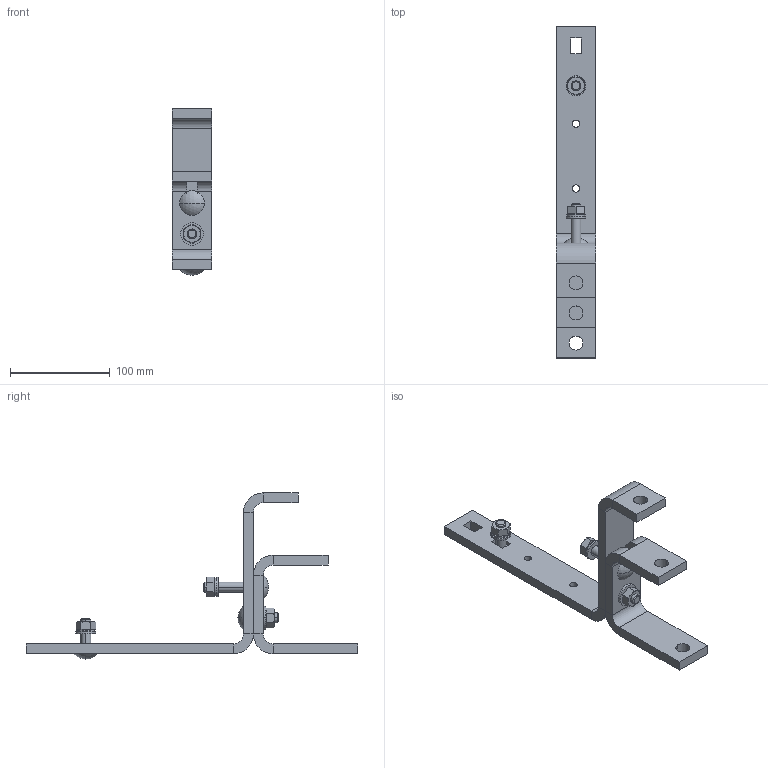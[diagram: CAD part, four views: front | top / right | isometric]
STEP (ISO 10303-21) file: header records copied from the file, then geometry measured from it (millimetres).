
FILE_DESCRIPTION(('STEP AP214'),'1');
FILE_NAME('cctmp_81CE3BCF-BE5C-42C5-86C4-5E0133B3439D_2024_05_23_13_31_50_0391..stp','2024-05-23T11:31:50',('SIEMENS A&D'),('CADClick - www.CADClick.com'),'Spatial InterOp 3D',' ','unknown authorization');
FILE_SCHEMA(('AUTOMOTIVE_DESIGN'));
Length unit declared in the file: millimetre
Products named in the file (14): cc_unnamed; 2024_05_23_13_31_50_0376; 2024_05_23_13_31_50_0331; 2024_05_23_13_31_50_0300; 2024_05_23_13_31_50_0237; 2024_05_23_13_31_50_0206; 2024_05_23_13_31_50_0175; 2024_05_23_13_31_50_0143; 2024_05_23_13_31_50_0075; 2024_05_23_13_31_50_0034; 2024_05_23_13_31_50_0003; 2024_05_23_13_31_49_0956; 2024_05_23_13_31_49_0893; 2024_05_23_13_31_49_0862
Assembly tree (13 placements, depth 2):
  cc_unnamed
    2024_05_23_13_31_50_0376
    2024_05_23_13_31_50_0331
    2024_05_23_13_31_50_0300
    2024_05_23_13_31_50_0237
    2024_05_23_13_31_50_0206
    2024_05_23_13_31_50_0175
    2024_05_23_13_31_50_0143
    2024_05_23_13_31_50_0075
    2024_05_23_13_31_50_0034
    2024_05_23_13_31_50_0003
    2024_05_23_13_31_49_0956
    2024_05_23_13_31_49_0893
    2024_05_23_13_31_49_0862
Bounding box: 40 x 333 x 166.88 mm (x, y, z)
Volume: 267383.5 mm3; surface area: 82986.2 mm2
Topology: 13 solids, 13 shells, 222 faces, 498 edges, 309 vertices
Faces by surface type: plane 122, cylinder 58, cone 36, sphere 6
Entity records: 8393 total; most frequent: CARTESIAN_POINT 1187, DIRECTION 1098, ORIENTED_EDGE 996, EDGE_CURVE 498, AXIS2_PLACEMENT_3D 400, VERTEX_POINT 309, LINE 298, VECTOR 298
